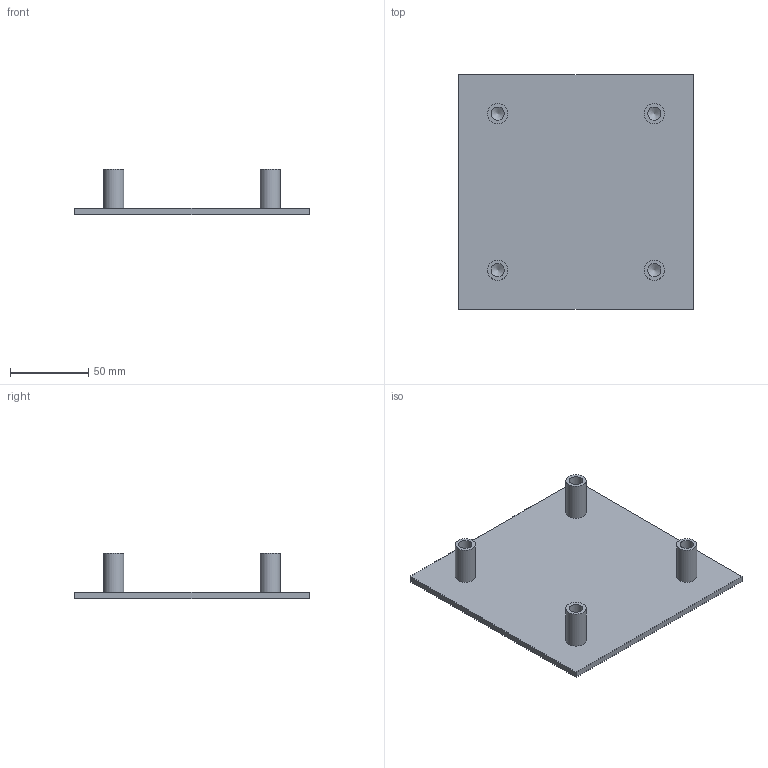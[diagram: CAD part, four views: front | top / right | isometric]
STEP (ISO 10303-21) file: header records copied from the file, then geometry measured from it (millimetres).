
FILE_DESCRIPTION(/* description */ ('STEP AP214'),/* implementation_level */ '2;1');
FILE_NAME(/* name */ '68cbb28983ba6443d0ed053b',/* time_stamp */ '2025-09-18T07:19:45Z',/* author */ (''),/* organization */ (''),/* preprocessor_version */ 'ST-DEVELOPER v20',/* originating_system */ 'ONSHAPE BY PTC INC, 1.203',/* authorisation */ ' ');
FILE_SCHEMA (('AUTOMOTIVE_DESIGN {1 0 10303 214 3 1 1}'));
Length unit declared in the file: metre
Products named in the file (5): Part 2; Part 3; Part 1; Part 4; Part 5
Bounding box: 150 x 150 x 29 mm (x, y, z)
Volume: 97405.5 mm3; surface area: 54800.1 mm2
Topology: 5 solids, 5 shells, 26 faces, 52 edges, 36 vertices
Faces by surface type: plane 14, cylinder 8, cone 4
Full cylindrical faces by diameter (mm): 8.5 x4, 13 x4
Entity records: 718 total; most frequent: DIRECTION 114, CARTESIAN_POINT 95, ORIENTED_EDGE 64, AXIS2_PLACEMENT_3D 51, FACE_BOUND 50, EDGE_LOOP 46, EDGE_CURVE 32, VERTEX_POINT 32
